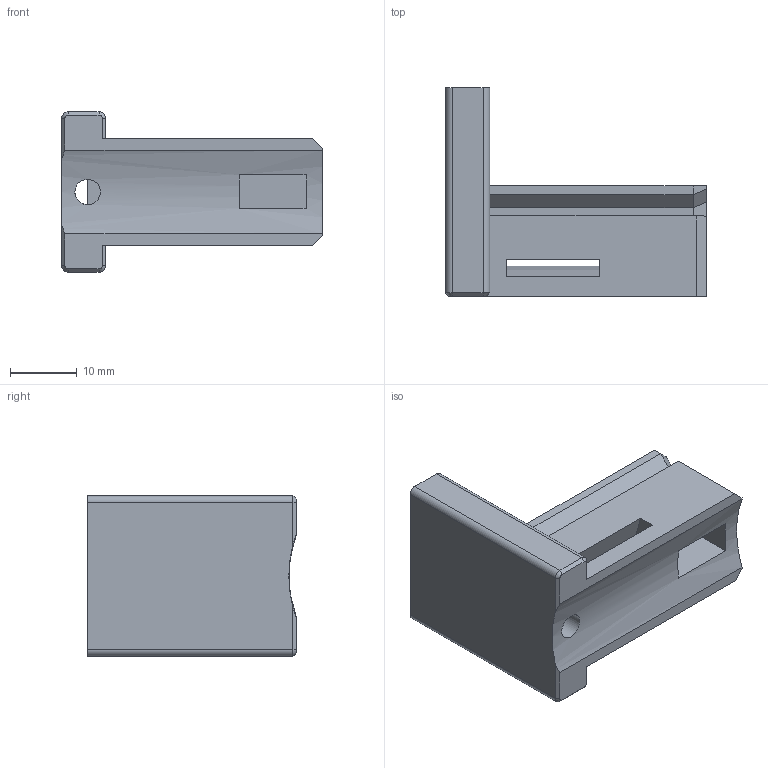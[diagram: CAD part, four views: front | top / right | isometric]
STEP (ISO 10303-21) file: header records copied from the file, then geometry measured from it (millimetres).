
FILE_DESCRIPTION(/* description */ (''),/* implementation_level */ '2;1');
FILE_NAME(/* name */ 'OBS-D-003 v14_Schlauchschelle_hybride.step',/* time_stamp */ '2021-03-11T22:16:30+01:00',/* author */ (''),/* organization */ (''),/* preprocessor_version */ 'ST-DEVELOPER v18.1',/* originating_system */ 'Autodesk Translation Framework v9.10.0.1330',/* authorisation */ '');
FILE_SCHEMA (('AUTOMOTIVE_DESIGN { 1 0 10303 214 3 1 1 }'));
Length unit declared in the file: millimetre
Products named in the file (1): OBS-D-003VM
Bounding box: 39 x 31.2 x 24 mm (x, y, z)
Volume: 10858.1 mm3; surface area: 5908.5 mm2
Topology: 1 solids, 1 shells, 60 faces, 157 edges, 100 vertices
Faces by surface type: plane 48, cylinder 8, cone 4
Full cylindrical faces by diameter (mm): 3.8 x1
Entity records: 1884 total; most frequent: CARTESIAN_POINT 352, ORIENTED_EDGE 314, DIRECTION 301, EDGE_CURVE 157, LINE 131, VECTOR 131, VERTEX_POINT 100, AXIS2_PLACEMENT_3D 85
